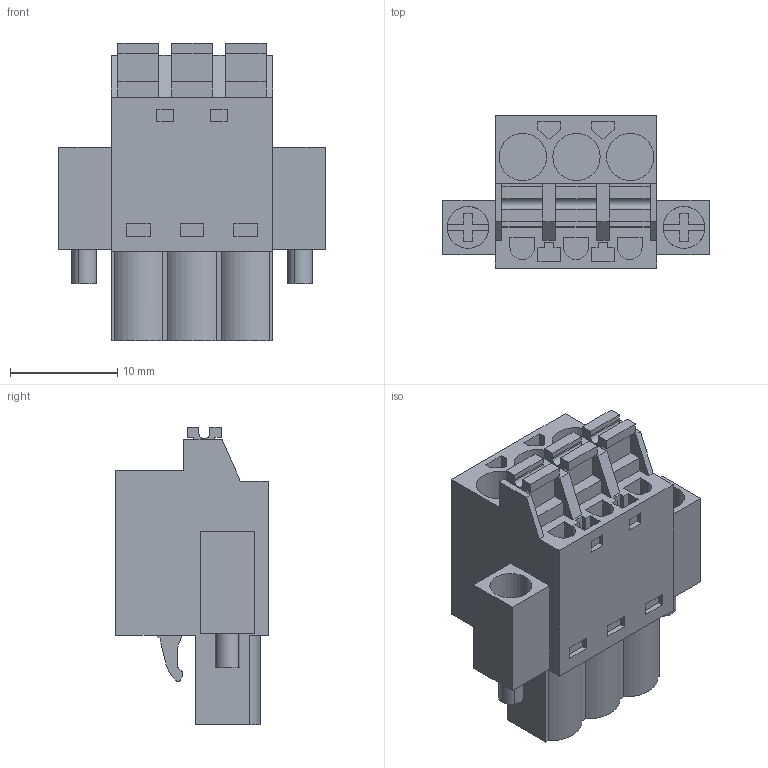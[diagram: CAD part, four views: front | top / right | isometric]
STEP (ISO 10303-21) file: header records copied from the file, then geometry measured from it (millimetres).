
FILE_DESCRIPTION(('CATIA V5 STEP Exchange','CAx-IF Rec.Pracs.--- Model Styling and Organization---1.2---2011-12-15'),'2;1');
FILE_NAME ('D1446724_0_1017430000_1017430000.stp','2017-04-27T11:30:46+00:00',('none'),('Weidmueller'),'CATIA Version 5-6 Release 2014','CATIA V5 STEP AP214','none');
FILE_SCHEMA(('AUTOMOTIVE_DESIGN { 1 0 10303 214 1 1 1 1 }'));
Length unit declared in the file: millimetre
Products named in the file (1): 1017430000
Bounding box: 24.8 x 14.2 x 27.73 mm (x, y, z)
Volume: 4200.7 mm3; surface area: 3097.4 mm2
Topology: 6 solids, 6 shells, 319 faces, 874 edges, 596 vertices
Faces by surface type: plane 270, cylinder 45, extrusion 4
Entity records: 10158 total; most frequent: CARTESIAN_POINT 1917, ORIENTED_EDGE 1748, DIRECTION 1386, EDGE_CURVE 874, VECTOR 767, LINE 763, VERTEX_POINT 596, AXIS2_PLACEMENT_3D 357
